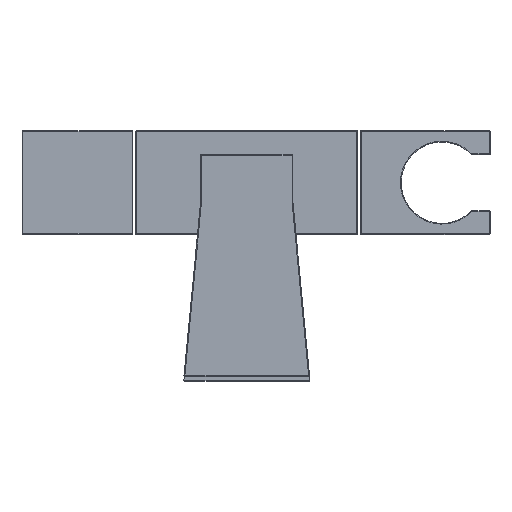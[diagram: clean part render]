
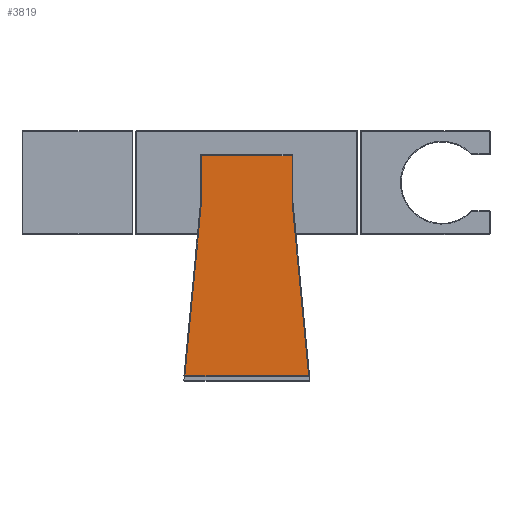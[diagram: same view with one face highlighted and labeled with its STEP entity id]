
A CAD part, top view. The second image highlights one B-rep face of the part: STEP entity #3819.
In plain terms, the highlighted planar face has unit normal (0, 0, 1).
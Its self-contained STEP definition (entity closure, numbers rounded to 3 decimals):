
#431 = EDGE_CURVE ( 'NONE', #2822, #956, #1459, .T. ) ;
#432 = EDGE_CURVE ( 'NONE', #956, #2823, #1461, .T. ) ;
#433 = EDGE_CURVE ( 'NONE', #2823, #2827, #1463, .T. ) ;
#434 = EDGE_CURVE ( 'NONE', #2827, #2817, #1465, .T. ) ;
#435 = EDGE_CURVE ( 'NONE', #2817, #2816, #1467, .T. ) ;
#436 = EDGE_CURVE ( 'NONE', #2816, #2822, #1469, .T. ) ;
#830 = FACE_OUTER_BOUND ( 'NONE', #3336, .T. ) ;
#956 = VERTEX_POINT ( 'NONE', #2180 ) ;
#1459 = LINE ( 'NONE', #1891, #1460 ) ;
#1460 = VECTOR ( 'NONE', #1892, 1000. ) ;
#1461 = LINE ( 'NONE', #1893, #1462 ) ;
#1462 = VECTOR ( 'NONE', #1894, 1000. ) ;
#1463 = LINE ( 'NONE', #1895, #1464 ) ;
#1464 = VECTOR ( 'NONE', #1896, 1000. ) ;
#1465 = LINE ( 'NONE', #1897, #1466 ) ;
#1466 = VECTOR ( 'NONE', #1898, 1000. ) ;
#1467 = LINE ( 'NONE', #1899, #1468 ) ;
#1468 = VECTOR ( 'NONE', #1900, 1000. ) ;
#1469 = LINE ( 'NONE', #1901, #1470 ) ;
#1470 = VECTOR ( 'NONE', #1902, 1000. ) ;
#1891 = CARTESIAN_POINT ( 'NONE',  ( -29.5, 0.25, 700. ) ) ;
#1892 = DIRECTION ( 'NONE',  ( 1., 0., 0. ) ) ;
#1893 = CARTESIAN_POINT ( 'NONE',  ( -6.209, 62.23, 700. ) ) ;
#1894 = DIRECTION ( 'NONE',  ( -0.095, 0.995, 0. ) ) ;
#1895 = CARTESIAN_POINT ( 'NONE',  ( -4.75, 60., 700. ) ) ;
#1896 = DIRECTION ( 'NONE',  ( 0., 1., 0. ) ) ;
#1897 = CARTESIAN_POINT ( 'NONE',  ( -29.5, 59.75, 700. ) ) ;
#1898 = DIRECTION ( 'NONE',  ( -1., 0., 0. ) ) ;
#1899 = CARTESIAN_POINT ( 'NONE',  ( -29.25, 60., 700. ) ) ;
#1900 = DIRECTION ( 'NONE',  ( 0., -1., 0. ) ) ;
#1901 = CARTESIAN_POINT ( 'NONE',  ( -28.018, 59.858, 700. ) ) ;
#1902 = DIRECTION ( 'NONE',  ( -0.095, -0.995, 0. ) ) ;
#2180 = CARTESIAN_POINT ( 'NONE',  ( -0.275, 0.25, 700. ) ) ;
#2564 = CARTESIAN_POINT ( 'NONE',  ( -29.25, 46.988, 700. ) ) ;
#2565 = CARTESIAN_POINT ( 'NONE',  ( -29.25, 59.75, 700. ) ) ;
#2570 = CARTESIAN_POINT ( 'NONE',  ( -33.725, 0.25, 700. ) ) ;
#2571 = CARTESIAN_POINT ( 'NONE',  ( -4.75, 46.988, 700. ) ) ;
#2575 = CARTESIAN_POINT ( 'NONE',  ( -4.75, 59.75, 700. ) ) ;
#2803 = PLANE ( 'NONE',  #3694 ) ;
#2804 = CARTESIAN_POINT ( 'NONE',  ( -29.5, 60., 700. ) ) ;
#2805 = DIRECTION ( 'NONE',  ( 0., 0., 1. ) ) ;
#2806 = DIRECTION ( 'NONE',  ( -1., 0., 0. ) ) ;
#2816 = VERTEX_POINT ( 'NONE', #2564 ) ;
#2817 = VERTEX_POINT ( 'NONE', #2565 ) ;
#2822 = VERTEX_POINT ( 'NONE', #2570 ) ;
#2823 = VERTEX_POINT ( 'NONE', #2571 ) ;
#2827 = VERTEX_POINT ( 'NONE', #2575 ) ;
#3019 = ORIENTED_EDGE ( 'NONE', *, *, #431, .T. ) ;
#3020 = ORIENTED_EDGE ( 'NONE', *, *, #432, .T. ) ;
#3021 = ORIENTED_EDGE ( 'NONE', *, *, #433, .T. ) ;
#3022 = ORIENTED_EDGE ( 'NONE', *, *, #434, .T. ) ;
#3023 = ORIENTED_EDGE ( 'NONE', *, *, #435, .T. ) ;
#3024 = ORIENTED_EDGE ( 'NONE', *, *, #436, .T. ) ;
#3336 = EDGE_LOOP ( 'NONE', ( #3019, #3020, #3021, #3022, #3023, #3024 ) ) ;
#3694 = AXIS2_PLACEMENT_3D ( 'NONE', #2804, #2805, #2806 ) ;
#3819 = ADVANCED_FACE ( 'NONE', ( #830 ), #2803, .T. ) ;
